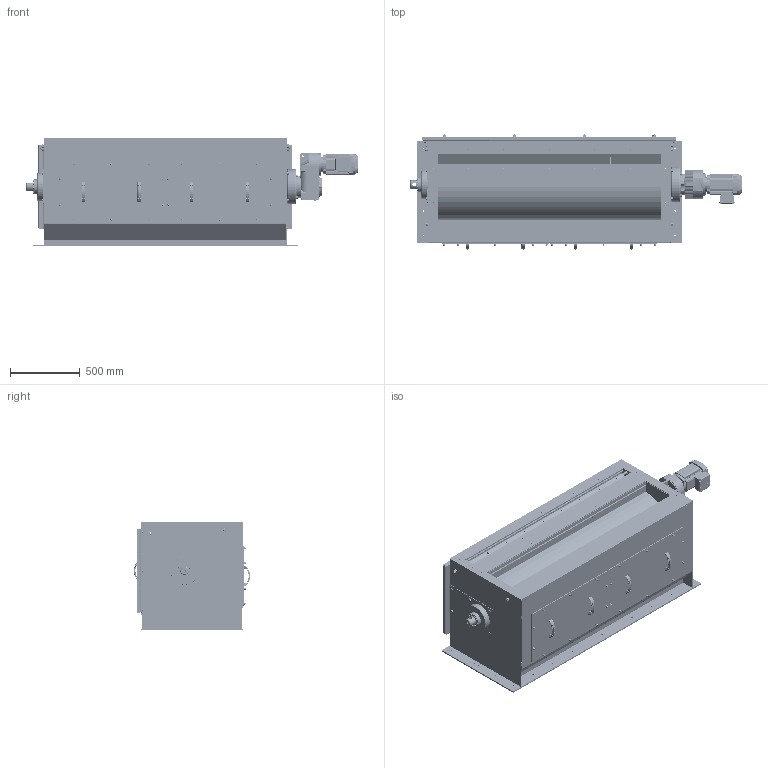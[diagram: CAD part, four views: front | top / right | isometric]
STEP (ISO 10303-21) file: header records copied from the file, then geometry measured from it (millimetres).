
FILE_DESCRIPTION(/* description */ (''),/* implementation_level */ '2;1');
FILE_NAME(/* name */ 'SRTK160054_B.stp',/* time_stamp */ '2023-11-24T14:25:12+01:00',/* author */ ('PH'),/* organization */ (''),/* preprocessor_version */ 'ST-DEVELOPER v18.1',/* originating_system */ 'Autodesk Inventor 2021',/* authorisation */ '');
FILE_SCHEMA (('AUTOMOTIVE_DESIGN { 1 0 10303 214 3 1 1 }'));
Products named in the file (1): SRTK160054_B
Bounding box: 2377 x 832.42 x 775 mm (x, y, z)
Volume: 94704348.7 mm3; surface area: 22327779.5 mm2
Topology: 4 solids, 4 shells, 6032 faces, 14426 edges, 8881 vertices
Faces by surface type: plane 2945, cylinder 1585, cone 972, torus 250, bspline 146, sphere 134
Full cylindrical faces by diameter (mm): 4.134 x16, 4.917 x17, 5 x7, 5.2 x16, 6 x11, 6.5 x16, 6.647 x56, 6.75 x5, 7.323 x29, 8 x59, 8.1 x15, 8.376 x4, 8.4 x29, 9 x54, 9.188 x10, 10 x74, 10.5 x10, 11 x24, 11.4 x60, 12 x16, 12.5 x46, 13 x9, 14 x9, 15 x12, 15.4 x12, 16 x87, 17 x9, 17.294 x2, 20 x17, 21 x1
Entity records: 184765 total; most frequent: CARTESIAN_POINT 42158, ORIENTED_EDGE 28498, DIRECTION 28488, EDGE_CURVE 14249, AXIS2_PLACEMENT_3D 10761, VERTEX_POINT 8899, EDGE_LOOP 7082, LINE 6966
